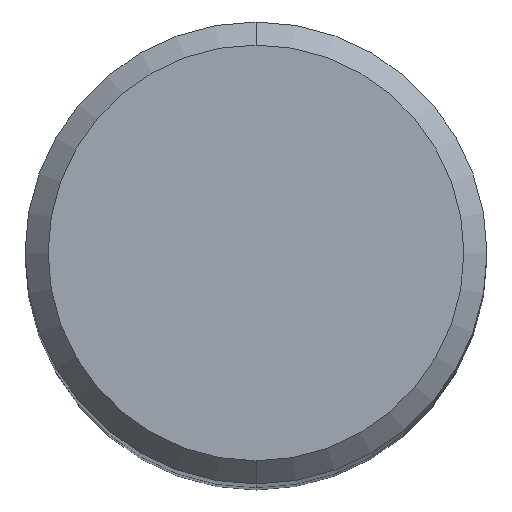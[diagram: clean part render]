
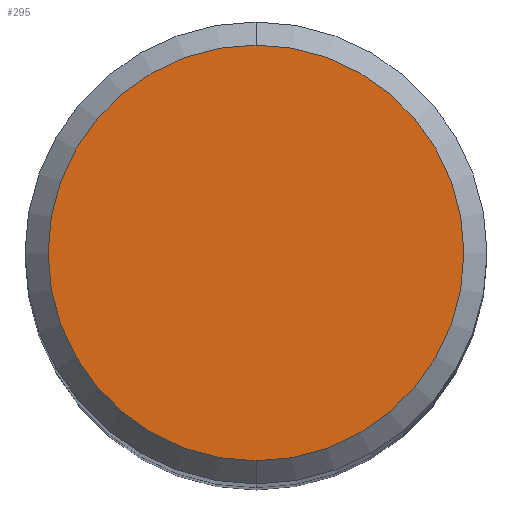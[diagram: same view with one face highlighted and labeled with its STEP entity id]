
A CAD part, top view. The second image highlights one B-rep face of the part: STEP entity #295.
In plain terms, the highlighted planar face has unit normal (0, 0, 1).
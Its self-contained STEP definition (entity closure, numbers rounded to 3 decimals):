
#173=EDGE_CURVE('',#345,#253,#465,.T.);
#253=VERTEX_POINT('',#556);
#281=EDGE_CURVE('',#253,#345,#585,.T.);
#295=ADVANCED_FACE('',(#602),#603,.T.);
#345=VERTEX_POINT('',#655);
#465=CIRCLE('',#804,3.6);
#556=CARTESIAN_POINT('',(0.0,3.6,0.0));
#585=CIRCLE('',#1033,3.6);
#602=FACE_OUTER_BOUND('',#1053,.T.);
#603=PLANE('',#1054);
#655=CARTESIAN_POINT('',(0.,-3.6,0.0));
#804=AXIS2_PLACEMENT_3D('',#1399,#1400,#1401);
#1033=AXIS2_PLACEMENT_3D('',#1532,#1533,#1534);
#1053=EDGE_LOOP('',(#1564,#1565));
#1054=AXIS2_PLACEMENT_3D('',#1566,#1567,#1568);
#1399=CARTESIAN_POINT('',(0.0,0.0,0.0));
#1400=DIRECTION('',(0.0,0.0,-1.0));
#1401=DIRECTION('',(0.0,1.0,0.0));
#1532=CARTESIAN_POINT('',(0.0,0.0,0.0));
#1533=DIRECTION('',(0.0,0.0,-1.0));
#1534=DIRECTION('',(0.0,1.0,0.0));
#1564=ORIENTED_EDGE('',*,*,#281,.F.);
#1565=ORIENTED_EDGE('',*,*,#173,.F.);
#1566=CARTESIAN_POINT('',(0.0,1.8,0.0));
#1567=DIRECTION('',(-0.0,0.0,1.0));
#1568=DIRECTION('',(0.0,-1.0,0.0));
